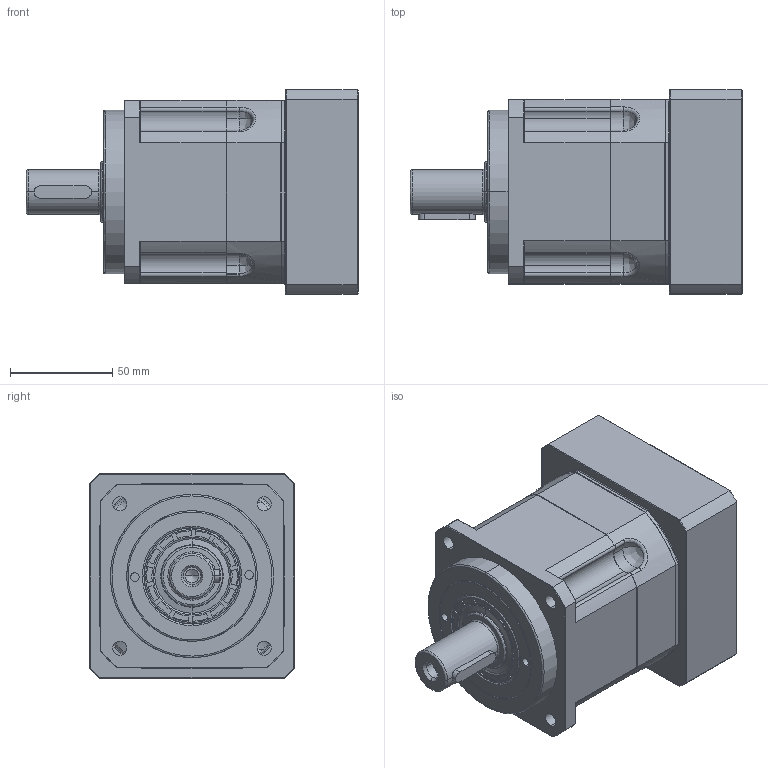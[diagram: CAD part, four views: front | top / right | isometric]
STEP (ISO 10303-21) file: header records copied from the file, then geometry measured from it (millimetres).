
FILE_DESCRIPTION (( 'STEP AP203' ), '1' );
FILE_NAME ('FAB090M1-L1-19-95-115-M8-59.STEP', '2021-05-04T01:53:33', ( '微软用户' ), ( '微软中国' ), 'SwSTEP 2.0', 'SolidWorks 2016', '' );
FILE_SCHEMA (( 'CONFIG_CONTROL_DESIGN' ));
Length unit declared in the file: millimetre
Products named in the file (13): 输入法兰FAB090M1-95x37.5xM8(115); FAB090M1-L1-19-95-115-M8-59; 怀堤俴陎殤FAB090D-22; 输入轴锁紧环 26-52-14-加螺栓; 输入端壳体FAB090M1; 隅弇覃淕杶FAB090D; M6-14樓粟菜; 输入太阳齿轮FAB090M1-22; 蚐猾30476; A倰す瑩 6-28; hex socket set screws with cone point gb_GB_FASTENER_SCREWS_HSCP M12X12-N; 输入调整套22-19; 输出内齿圈壳体FAB090D
Assembly tree (17 placements, depth 2):
  FAB090M1-L1-19-95-115-M8-59
    蚐猾30476
    输出内齿圈壳体FAB090D
    怀堤俴陎殤FAB090D-22
    A倰す瑩 6-28
    隅弇覃淕杶FAB090D
    hex socket set screws with cone point gb_GB_FASTENER_SCREWS_HSCP M12X12-N
    输入端壳体FAB090M1
    输入太阳齿轮FAB090M1-22
    输入轴锁紧环 26-52-14-加螺栓
    M6-14樓粟菜  x6
    输入调整套22-19
    输入法兰FAB090M1-95x37.5xM8(115)
Bounding box: 162.5 x 100 x 100 mm (x, y, z)
Volume: 807647.4 mm3; surface area: 151953.8 mm2
Topology: 12 solids, 24 shells, 701 faces, 1743 edges, 1118 vertices
Faces by surface type: cylinder 273, plane 264, cone 100, bspline 56, torus 8
Entity records: 21729 total; most frequent: CARTESIAN_POINT 6425, DIRECTION 2960, ORIENTED_EDGE 2863, EDGE_CURVE 1435, AXIS2_PLACEMENT_3D 1178, VERTEX_POINT 923, EDGE_LOOP 655, CIRCLE 622
